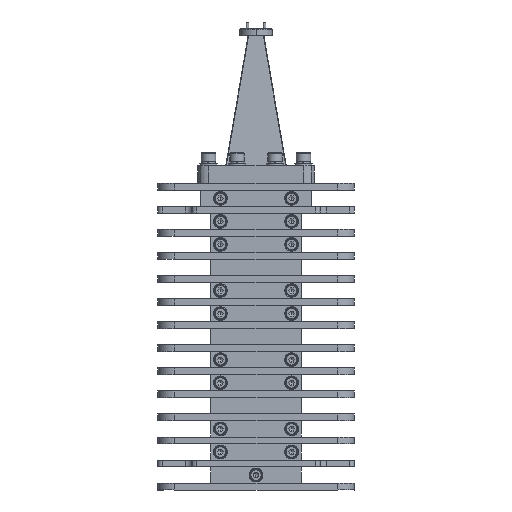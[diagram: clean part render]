
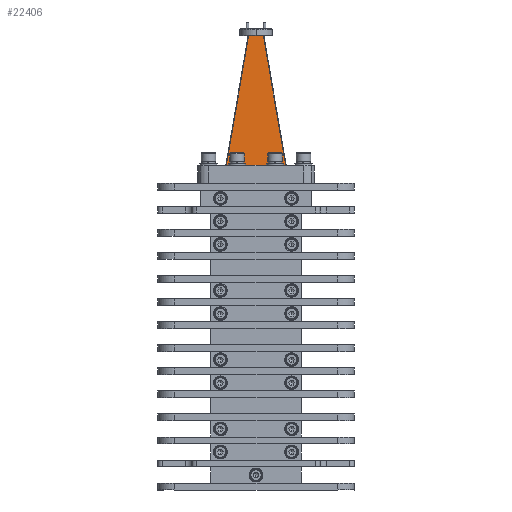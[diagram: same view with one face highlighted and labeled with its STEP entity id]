
A CAD part, left-side view. The second image highlights one B-rep face of the part: STEP entity #22406.
In plain terms, the highlighted planar face has unit normal (-0.997, 0, 0.077).
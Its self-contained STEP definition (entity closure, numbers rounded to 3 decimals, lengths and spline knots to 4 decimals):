
#3157 = CARTESIAN_POINT ( 'NONE',  ( -0.2001, -0.0088, 3.3833 ) ) ;
#6044 = DIRECTION ( 'NONE',  ( 0.997, 0., -0.077 ) ) ;
#6499 = CARTESIAN_POINT ( 'NONE',  ( -0.2001, 0.3283, 3.3833 ) ) ;
#7242 = B_SPLINE_CURVE_WITH_KNOTS ( 'NONE', 3,
 ( #10569, #15581, #44535, #44843 ),
 .UNSPECIFIED., .F., .F.,
 ( 4, 4 ),
 ( 0., 1. ),
 .UNSPECIFIED. ) ;
#8584 = CARTESIAN_POINT ( 'NONE',  ( -0.4313, 0.8446, 0.3937 ) ) ;
#8779 = VERTEX_POINT ( 'NONE', #60159 ) ;
#8850 = B_SPLINE_CURVE_WITH_KNOTS ( 'NONE', 3,
 ( #44555, #35126, #20945, #6499 ),
 .UNSPECIFIED., .F., .F.,
 ( 4, 4 ),
 ( 0., 1. ),
 .UNSPECIFIED. ) ;
#10569 = CARTESIAN_POINT ( 'NONE',  ( -0.2001, -0.0088, 3.3833 ) ) ;
#10981 = ORIENTED_EDGE ( 'NONE', *, *, #24247, .F. ) ;
#11781 = AXIS2_PLACEMENT_3D ( 'NONE', #20478, #6044, #25203 ) ;
#12287 = CARTESIAN_POINT ( 'NONE',  ( -0.2001, 0.2159, 3.3833 ) ) ;
#15581 = CARTESIAN_POINT ( 'NONE',  ( -0.2771, -0.181, 2.3868 ) ) ;
#16070 = PLANE ( 'NONE',  #11781 ) ;
#17973 = VERTEX_POINT ( 'NONE', #46369 ) ;
#20478 = CARTESIAN_POINT ( 'NONE',  ( -0.4617, -0.6051, 0. ) ) ;
#20945 = CARTESIAN_POINT ( 'NONE',  ( -0.2771, 0.5004, 2.3868 ) ) ;
#21283 = EDGE_LOOP ( 'NONE', ( #61985, #10981, #22157, #57780 ) ) ;
#22157 = ORIENTED_EDGE ( 'NONE', *, *, #36926, .F. ) ;
#22406 = ADVANCED_FACE ( 'NONE', ( #53855 ), #16070, .F. ) ;
#23919 = VERTEX_POINT ( 'NONE', #54062 ) ;
#24140 = B_SPLINE_CURVE_WITH_KNOTS ( 'NONE', 3,
 ( #26734, #12287, #45631, #3157 ),
 .UNSPECIFIED., .F., .F.,
 ( 4, 4 ),
 ( 0., 1. ),
 .UNSPECIFIED. ) ;
#24247 = EDGE_CURVE ( 'NONE', #8779, #17973, #7242, .T. ) ;
#25203 = DIRECTION ( 'NONE',  ( 0., -1., 0. ) ) ;
#26734 = CARTESIAN_POINT ( 'NONE',  ( -0.2001, 0.3283, 3.3833 ) ) ;
#28101 = CARTESIAN_POINT ( 'NONE',  ( -0.4313, 0.8446, 0.3937 ) ) ;
#34263 = B_SPLINE_CURVE_WITH_KNOTS ( 'NONE', 3,
 ( #62037, #37247, #61728, #8584 ),
 .UNSPECIFIED., .F., .F.,
 ( 4, 4 ),
 ( 0., 1. ),
 .UNSPECIFIED. ) ;
#34612 = VERTEX_POINT ( 'NONE', #28101 ) ;
#35126 = CARTESIAN_POINT ( 'NONE',  ( -0.3542, 0.6725, 1.3902 ) ) ;
#36926 = EDGE_CURVE ( 'NONE', #23919, #8779, #24140, .T. ) ;
#37247 = CARTESIAN_POINT ( 'NONE',  ( -0.4313, -0.0686, 0.3937 ) ) ;
#44535 = CARTESIAN_POINT ( 'NONE',  ( -0.3542, -0.3531, 1.3902 ) ) ;
#44555 = CARTESIAN_POINT ( 'NONE',  ( -0.4313, 0.8446, 0.3937 ) ) ;
#44843 = CARTESIAN_POINT ( 'NONE',  ( -0.4313, -0.5252, 0.3937 ) ) ;
#45386 = EDGE_CURVE ( 'NONE', #34612, #23919, #8850, .T. ) ;
#45631 = CARTESIAN_POINT ( 'NONE',  ( -0.2001, 0.1035, 3.3833 ) ) ;
#45871 = EDGE_CURVE ( 'NONE', #17973, #34612, #34263, .T. ) ;
#46369 = CARTESIAN_POINT ( 'NONE',  ( -0.4313, -0.5252, 0.3937 ) ) ;
#53855 = FACE_OUTER_BOUND ( 'NONE', #21283, .T. ) ;
#54062 = CARTESIAN_POINT ( 'NONE',  ( -0.2001, 0.3283, 3.3833 ) ) ;
#57780 = ORIENTED_EDGE ( 'NONE', *, *, #45386, .F. ) ;
#60159 = CARTESIAN_POINT ( 'NONE',  ( -0.2001, -0.0088, 3.3833 ) ) ;
#61728 = CARTESIAN_POINT ( 'NONE',  ( -0.4313, 0.388, 0.3937 ) ) ;
#61985 = ORIENTED_EDGE ( 'NONE', *, *, #45871, .F. ) ;
#62037 = CARTESIAN_POINT ( 'NONE',  ( -0.4313, -0.5252, 0.3937 ) ) ;
